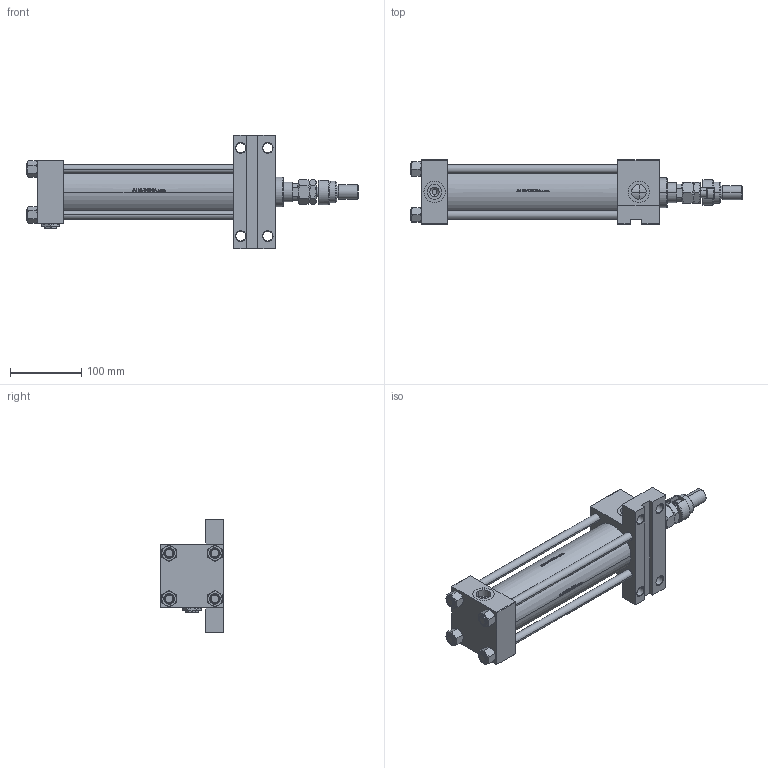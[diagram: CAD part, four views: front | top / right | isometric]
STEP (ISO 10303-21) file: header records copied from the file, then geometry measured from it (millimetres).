
FILE_DESCRIPTION (( 'STEP AP203' ), '1' );
FILE_NAME ('babd.STEP', '2024-10-31T07:13:57', ( '' ), ( '' ), 'SwSTEP 2.0', 'SolidWorks 2019', '' );
FILE_SCHEMA (( 'CONFIG_CONTROL_DESIGN' ));
Length unit declared in the file: millimetre
Products named in the file (10): V215_VC_A e46f9cba8f0f3272d3881550194fe340; FEMALE_PART_FOR_DFA e46f9cba8f0f3272d3881550194fe340; V215CR_F_Body e46f9cba8f0f3272d3881550194fe340; V215CR_F_TYCINKA e46f9cba8f0f3272d3881550194fe340; MFA e46f9cba8f0f3272d3881550194fe340; DFA e46f9cba8f0f3272d3881550194fe340; Zatka_pro_OIL_PORT e46f9cba8f0f3272d3881550194fe340; V215CR_VCP_F e46f9cba8f0f3272d3881550194fe340; NUT_M5_F e46f9cba8f0f3272d3881550194fe340; babd
Assembly tree (16 placements, depth 3):
  babd
    V215CR_F_Body e46f9cba8f0f3272d3881550194fe340
    V215CR_VCP_F e46f9cba8f0f3272d3881550194fe340
    V215CR_F_TYCINKA e46f9cba8f0f3272d3881550194fe340  x4
    NUT_M5_F e46f9cba8f0f3272d3881550194fe340  x4
    V215_VC_A e46f9cba8f0f3272d3881550194fe340
    DFA e46f9cba8f0f3272d3881550194fe340
      FEMALE_PART_FOR_DFA e46f9cba8f0f3272d3881550194fe340
      MFA e46f9cba8f0f3272d3881550194fe340
    Zatka_pro_OIL_PORT e46f9cba8f0f3272d3881550194fe340  x2
Bounding box: 467 x 90 x 160 mm (x, y, z)
Volume: 1376097.8 mm3; surface area: 329521.6 mm2
Topology: 15 solids, 15 shells, 1285 faces, 3136 edges, 2005 vertices
Faces by surface type: plane 512, bspline 380, cone 234, cylinder 147, torus 12
Entity records: 52472 total; most frequent: CARTESIAN_POINT 27319, ORIENTED_EDGE 5572, DIRECTION 3722, EDGE_CURVE 2786, VERTEX_POINT 1803, LINE 1382, VECTOR 1382, EDGE_LOOP 1269
